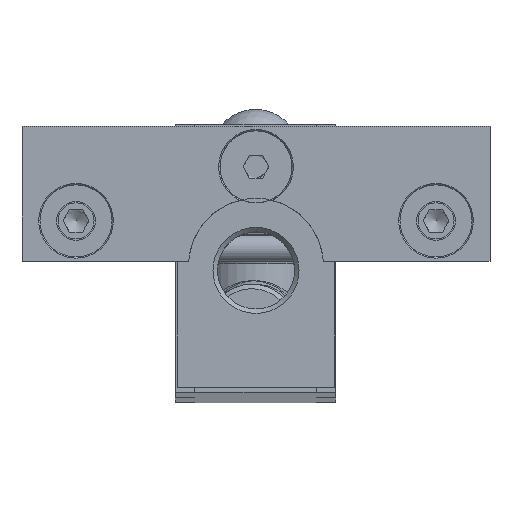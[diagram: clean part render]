
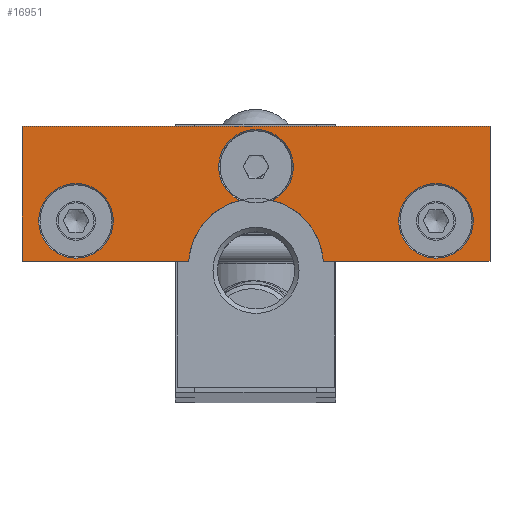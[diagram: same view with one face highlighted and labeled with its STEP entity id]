
A CAD part, top view. The second image highlights one B-rep face of the part: STEP entity #16951.
In plain terms, the highlighted planar face has unit normal (0, 0, 1).
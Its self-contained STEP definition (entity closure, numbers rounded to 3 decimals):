
#544=FACE_BOUND('',#4331,.T.);
#545=FACE_BOUND('',#4332,.T.);
#866=PLANE('',#18824);
#1485=LINE('',#30566,#2236);
#1486=LINE('',#30568,#2237);
#1487=LINE('',#30570,#2238);
#1488=LINE('',#30572,#2239);
#1489=LINE('',#30573,#2240);
#2236=VECTOR('',#23062,10.);
#2237=VECTOR('',#23063,10.);
#2238=VECTOR('',#23064,10.);
#2239=VECTOR('',#23065,10.);
#2240=VECTOR('',#23066,10.);
#3384=FACE_OUTER_BOUND('',#4330,.T.);
#4330=EDGE_LOOP('',(#13574,#13575,#13576,#13577,#13578,#13579,#13580,#13581));
#4331=EDGE_LOOP('',(#13582));
#4332=EDGE_LOOP('',(#13583));
#5642=CIRCLE('',#18791,7.5);
#5644=CIRCLE('',#18793,7.5);
#5658=CIRCLE('',#18823,4.15);
#5659=CIRCLE('',#18825,4.15);
#5660=CIRCLE('',#18826,4.15);
#7346=VERTEX_POINT('',#30431);
#7347=VERTEX_POINT('',#30436);
#7350=VERTEX_POINT('',#30442);
#7351=VERTEX_POINT('',#30444);
#7387=VERTEX_POINT('',#30560);
#7388=VERTEX_POINT('',#30565);
#7389=VERTEX_POINT('',#30567);
#7390=VERTEX_POINT('',#30569);
#7391=VERTEX_POINT('',#30571);
#7392=VERTEX_POINT('',#30574);
#9583=EDGE_CURVE('',#7347,#7346,#5642,.T.);
#9587=EDGE_CURVE('',#7351,#7350,#5644,.T.);
#9634=EDGE_CURVE('',#7387,#7387,#5658,.T.);
#9636=EDGE_CURVE('',#7351,#7346,#5659,.T.);
#9637=EDGE_CURVE('',#7350,#7388,#1485,.T.);
#9638=EDGE_CURVE('',#7388,#7389,#1486,.T.);
#9639=EDGE_CURVE('',#7389,#7390,#1487,.T.);
#9640=EDGE_CURVE('',#7390,#7391,#1488,.T.);
#9641=EDGE_CURVE('',#7391,#7347,#1489,.T.);
#9642=EDGE_CURVE('',#7392,#7392,#5660,.T.);
#13574=ORIENTED_EDGE('',*,*,#9636,.F.);
#13575=ORIENTED_EDGE('',*,*,#9587,.T.);
#13576=ORIENTED_EDGE('',*,*,#9637,.T.);
#13577=ORIENTED_EDGE('',*,*,#9638,.T.);
#13578=ORIENTED_EDGE('',*,*,#9639,.T.);
#13579=ORIENTED_EDGE('',*,*,#9640,.T.);
#13580=ORIENTED_EDGE('',*,*,#9641,.T.);
#13581=ORIENTED_EDGE('',*,*,#9583,.T.);
#13582=ORIENTED_EDGE('',*,*,#9642,.F.);
#13583=ORIENTED_EDGE('',*,*,#9634,.F.);
#16951=ADVANCED_FACE('',(#3384,#544,#545),#866,.T.);
#18791=AXIS2_PLACEMENT_3D('',#30437,#22964,#22965);
#18793=AXIS2_PLACEMENT_3D('',#30445,#22970,#22971);
#18823=AXIS2_PLACEMENT_3D('',#30561,#23055,#23056);
#18824=AXIS2_PLACEMENT_3D('',#30563,#23058,#23059);
#18825=AXIS2_PLACEMENT_3D('',#30564,#23060,#23061);
#18826=AXIS2_PLACEMENT_3D('',#30575,#23067,#23068);
#22964=DIRECTION('center_axis',(0.,0.,
-1.));
#22965=DIRECTION('ref_axis',(0.998,0.067,0.));
#22970=DIRECTION('center_axis',(0.,0.,
-1.));
#22971=DIRECTION('ref_axis',(0.998,0.067,0.));
#23055=DIRECTION('center_axis',(0.,0.,
1.));
#23056=DIRECTION('ref_axis',(-1.,0.,0.));
#23058=DIRECTION('center_axis',(0.,0.,
1.));
#23059=DIRECTION('ref_axis',(1.,0.,0.));
#23060=DIRECTION('center_axis',(0.,0.,
1.));
#23061=DIRECTION('ref_axis',(-1.,0.,0.));
#23062=DIRECTION('',(1.,0.,0.));
#23063=DIRECTION('',(0.,1.,0.));
#23064=DIRECTION('',(-1.,0.,0.));
#23065=DIRECTION('',(0.,-1.,0.));
#23066=DIRECTION('',(1.,0.,0.));
#23067=DIRECTION('center_axis',(0.,0.,
1.));
#23068=DIRECTION('ref_axis',(-1.,0.,0.));
#30431=CARTESIAN_POINT('',(-1.777,6.374,200.));
#30436=CARTESIAN_POINT('',(-7.433,-0.4,200.));
#30437=CARTESIAN_POINT('Origin',(0.05,-0.9,
200.));
#30442=CARTESIAN_POINT('',(7.533,-0.4,200.));
#30444=CARTESIAN_POINT('',(1.877,6.374,200.));
#30445=CARTESIAN_POINT('Origin',(0.05,-0.9,
200.));
#30560=CARTESIAN_POINT('',(24.2,4.1,200.));
#30561=CARTESIAN_POINT('Origin',(20.05,4.1,200.));
#30563=CARTESIAN_POINT('Origin',(0.05,7.549,200.));
#30564=CARTESIAN_POINT('Origin',(0.05,10.1,200.));
#30565=CARTESIAN_POINT('',(26.05,-0.4,200.));
#30566=CARTESIAN_POINT('',(26.05,-0.4,200.));
#30567=CARTESIAN_POINT('',(26.05,14.6,200.));
#30568=CARTESIAN_POINT('',(26.05,14.6,200.));
#30569=CARTESIAN_POINT('',(-25.95,14.6,200.));
#30570=CARTESIAN_POINT('',(-25.95,14.6,200.));
#30571=CARTESIAN_POINT('',(-25.95,-0.4,200.));
#30572=CARTESIAN_POINT('',(-25.95,-0.4,200.));
#30573=CARTESIAN_POINT('',(-7.433,-0.4,200.));
#30574=CARTESIAN_POINT('',(-15.8,4.1,200.));
#30575=CARTESIAN_POINT('Origin',(-19.95,4.1,200.));
